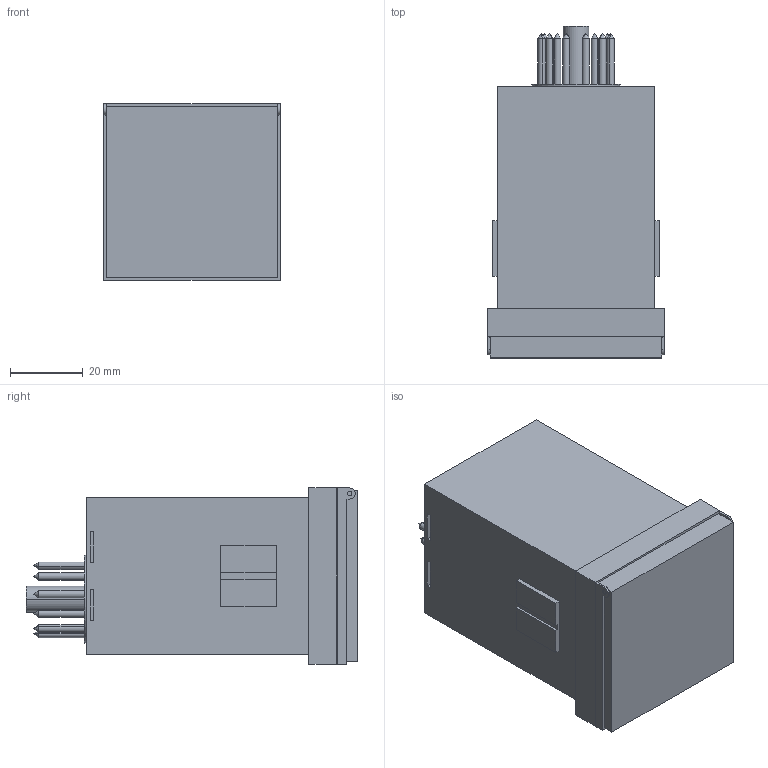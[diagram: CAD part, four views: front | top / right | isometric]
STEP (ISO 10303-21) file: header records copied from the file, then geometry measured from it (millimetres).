
FILE_DESCRIPTION(('starvars output'),'2;1');
FILE_NAME('cv20190909164501000115050.stp','16:45:01 2019/09/09',( 'Thomas Industrial Network Germany GmbH'),( 'Thomas Industrial Network Germany GmbH'),'unknown preprocess','ACIS' ,'unknown authorization');
FILE_SCHEMA(('AUTOMOTIVE_DESIGN_CC2 {UNKNOWN IMPLEMENTATION LEVEL}'));
Length unit declared in the file: millimetre
Products named in the file (1): PRODUCT_ID_1
Bounding box: 48.26 x 90.93 x 48.26 mm (x, y, z)
Volume: 146443 mm3; surface area: 19559.6 mm2
Topology: 1 solids, 1 shells, 126 faces, 310 edges, 187 vertices
Faces by surface type: plane 72, cylinder 32, cone 22
Entity records: 4203 total; most frequent: ORIENTED_EDGE 576, CARTESIAN_POINT 517, DIRECTION 452, EDGE_CURVE 288, VECTOR 208, LINE 208, VERTEX_POINT 187, EDGE_LOOP 149
